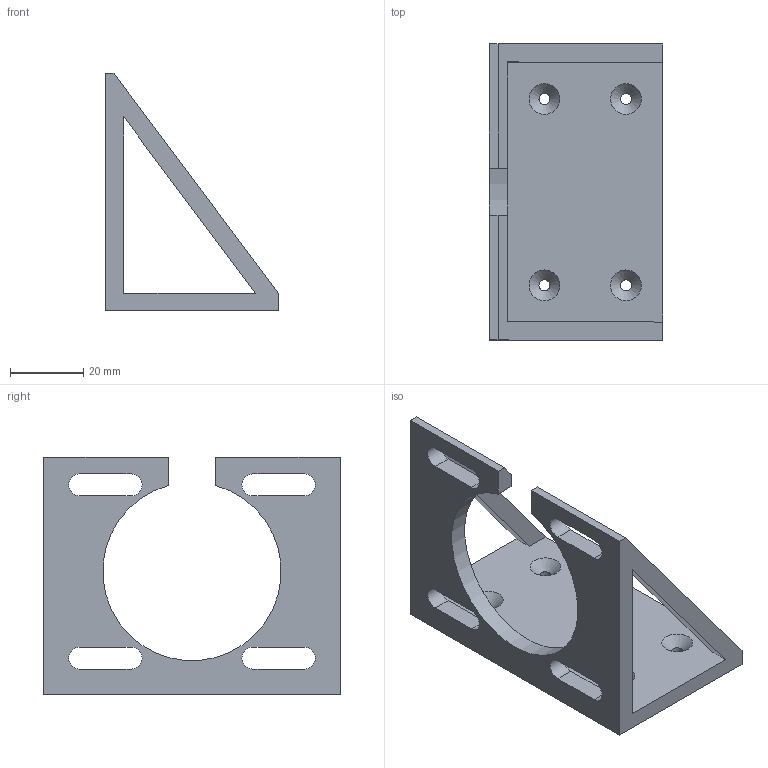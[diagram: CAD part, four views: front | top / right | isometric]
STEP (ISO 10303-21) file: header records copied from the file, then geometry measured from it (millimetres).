
FILE_DESCRIPTION(/* description */ (''),/* implementation_level */ '2;1');
FILE_NAME(/* name */ 'Motor Bracket.step',/* time_stamp */ '2019-07-14T17:10:31-04:00',/* author */ (''),/* organization */ (''),/* preprocessor_version */ 'ST-DEVELOPER v18',/* originating_system */ 'Autodesk Translation Framework v8.2.0.1029',/* authorisation */ '');
FILE_SCHEMA (('AUTOMOTIVE_DESIGN { 1 0 10303 214 3 1 1 }'));
Length unit declared in the file: millimetre
Products named in the file (2): Untitled; Mount
Assembly tree (1 placements, depth 2):
  Untitled
    Mount
Bounding box: 47.21 x 80.8 x 64.71 mm (x, y, z)
Volume: 32804.1 mm3; surface area: 18407.7 mm2
Topology: 1 solids, 1 shells, 42 faces, 120 edges, 78 vertices
Faces by surface type: plane 25, cylinder 13, cone 4
Full cylindrical faces by diameter (mm): 3 x4
Entity records: 1459 total; most frequent: CARTESIAN_POINT 243, ORIENTED_EDGE 240, DIRECTION 240, EDGE_CURVE 120, LINE 90, VECTOR 90, VERTEX_POINT 78, AXIS2_PLACEMENT_3D 75
